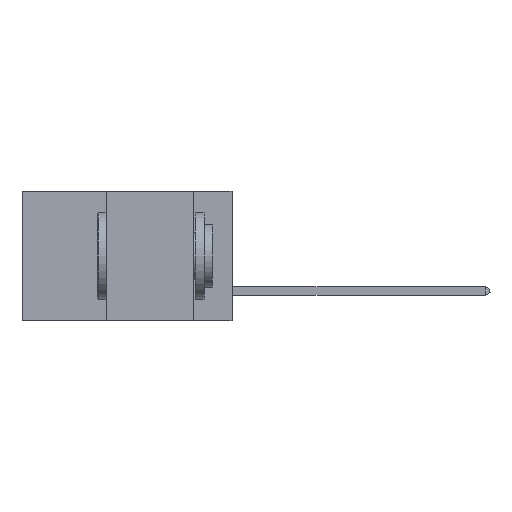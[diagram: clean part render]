
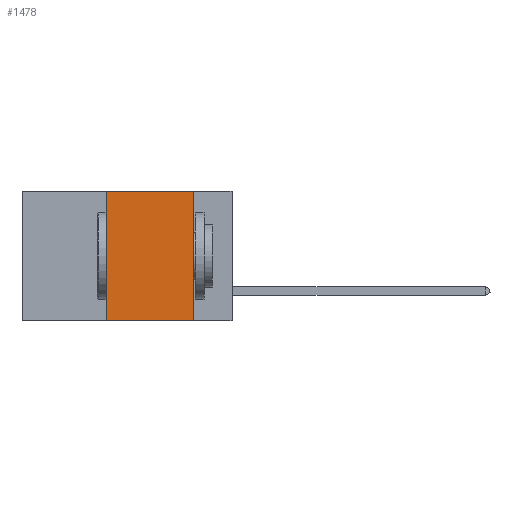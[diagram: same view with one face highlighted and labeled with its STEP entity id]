
A CAD part, left-side view. The second image highlights one B-rep face of the part: STEP entity #1478.
In plain terms, the highlighted planar face has unit normal (-1, 0, 0).
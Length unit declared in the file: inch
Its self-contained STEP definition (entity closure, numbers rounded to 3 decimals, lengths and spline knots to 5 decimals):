
#36 = EDGE_CURVE ( 'NONE', #9667, #12703, #28986, .T. ) ;
#249 = CARTESIAN_POINT ( 'NONE',  ( 0., 0.6, 0. ) ) ;
#1272 = VECTOR ( 'NONE', #22755, 39.37008 ) ;
#1478 = ADVANCED_FACE ( 'NONE', ( #22903 ), #40882, .F. ) ;
#3333 = CARTESIAN_POINT ( 'NONE',  ( 0., 0.36, 0. ) ) ;
#5199 = VERTEX_POINT ( 'NONE', #6688 ) ;
#5971 = ORIENTED_EDGE ( 'NONE', *, *, #26543, .F. ) ;
#6688 = CARTESIAN_POINT ( 'NONE',  ( 0., 0.11, 0. ) ) ;
#7338 = CARTESIAN_POINT ( 'NONE',  ( 0., 0.36, 0. ) ) ;
#7422 = VECTOR ( 'NONE', #10716, 39.37008 ) ;
#9667 = VERTEX_POINT ( 'NONE', #16297 ) ;
#10017 = ORIENTED_EDGE ( 'NONE', *, *, #10720, .T. ) ;
#10716 = DIRECTION ( 'NONE',  ( 0., 0., 1. ) ) ;
#10720 = EDGE_CURVE ( 'NONE', #9667, #25522, #34743, .T. ) ;
#12703 = VERTEX_POINT ( 'NONE', #3333 ) ;
#14953 = DIRECTION ( 'NONE',  ( 0., 0., -1. ) ) ;
#15199 = LINE ( 'NONE', #30944, #31194 ) ;
#16297 = CARTESIAN_POINT ( 'NONE',  ( 0., 0.36, -0.37 ) ) ;
#16342 = ORIENTED_EDGE ( 'NONE', *, *, #30991, .F. ) ;
#16600 = EDGE_LOOP ( 'NONE', ( #16342, #5971, #39126, #10017 ) ) ;
#21383 = DIRECTION ( 'NONE',  ( 0., 0., -1. ) ) ;
#21598 = CARTESIAN_POINT ( 'NONE',  ( 0., 0.6, 0. ) ) ;
#22755 = DIRECTION ( 'NONE',  ( 0., -1., 0. ) ) ;
#22903 = FACE_OUTER_BOUND ( 'NONE', #16600, .T. ) ;
#25522 = VERTEX_POINT ( 'NONE', #40381 ) ;
#26378 = CARTESIAN_POINT ( 'NONE',  ( 0., 0.6, -0.37 ) ) ;
#26543 = EDGE_CURVE ( 'NONE', #12703, #5199, #36975, .T. ) ;
#28806 = AXIS2_PLACEMENT_3D ( 'NONE', #21598, #34093, #14953 ) ;
#28986 = LINE ( 'NONE', #7338, #7422 ) ;
#30944 = CARTESIAN_POINT ( 'NONE',  ( 0., 0.11, 0. ) ) ;
#30991 = EDGE_CURVE ( 'NONE', #5199, #25522, #15199, .T. ) ;
#31194 = VECTOR ( 'NONE', #21383, 39.37008 ) ;
#34093 = DIRECTION ( 'NONE',  ( 1., 0., 0. ) ) ;
#34743 = LINE ( 'NONE', #26378, #39285 ) ;
#36975 = LINE ( 'NONE', #249, #1272 ) ;
#38606 = DIRECTION ( 'NONE',  ( 0., -1., 0. ) ) ;
#39126 = ORIENTED_EDGE ( 'NONE', *, *, #36, .F. ) ;
#39285 = VECTOR ( 'NONE', #38606, 39.37008 ) ;
#40381 = CARTESIAN_POINT ( 'NONE',  ( 0., 0.11, -0.37 ) ) ;
#40882 = PLANE ( 'NONE',  #28806 ) ;
